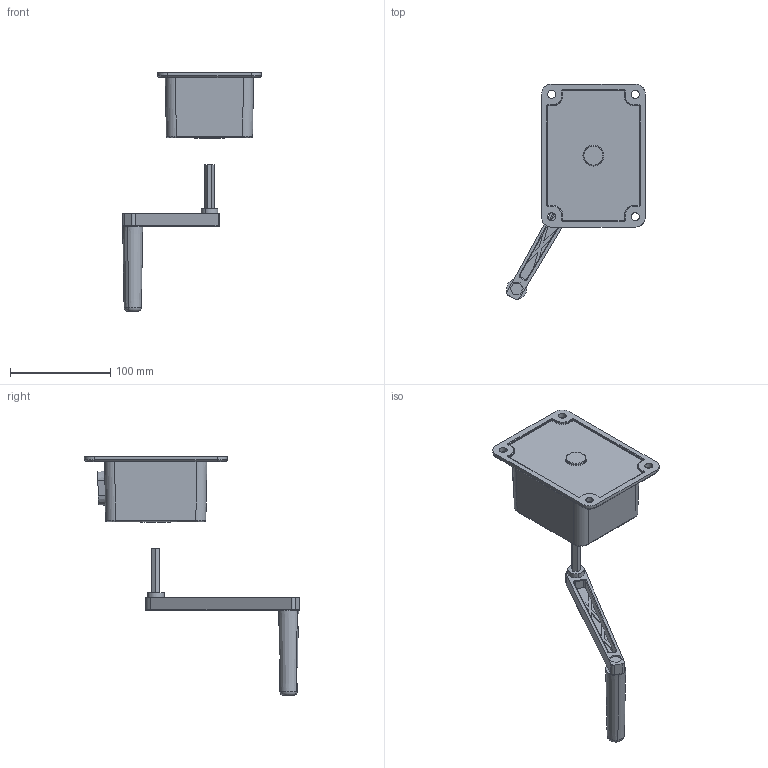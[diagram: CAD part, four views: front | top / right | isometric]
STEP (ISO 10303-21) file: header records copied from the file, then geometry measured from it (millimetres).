
FILE_DESCRIPTION(('CoCreate Modeling STEP Export'),'2;1');
FILE_NAME('WA50_209017.stp','2010-10-11T13:40:13',(''),(''),'CoCreate Modeling STEP processor for AP214 (Solid Model)','CoCreate Modeling 16.00A 16-Aug-2008 (C) Parametric Technology GmbH','');
FILE_SCHEMA(('AUTOMOTIVE_DESIGN { 1 0 10303 214 1 1 1 1 }'));
Length unit declared in the file: millimetre
Products named in the file (3): Kurbelarm.1; WA50; Handseilwinde_WA50_209017
Assembly tree (2 placements, depth 2):
  Handseilwinde_WA50_209017
    WA50
    Kurbelarm.1
Bounding box: 138.26 x 214.84 x 238.33 mm (x, y, z)
Volume: 616056.9 mm3; surface area: 75538.6 mm2
Topology: 2 solids, 2 shells, 303 faces, 1379 edges, 1127 vertices
Faces by surface type: plane 140, bspline 84, cylinder 49, torus 18, cone 8, extrusion 4
Entity records: 21328 total; most frequent: CARTESIAN_POINT 10329, ORIENTED_EDGE 2758, DIRECTION 1551, EDGE_CURVE 1379, VERTEX_POINT 1127, VECTOR 993, LINE 989, EDGE_LOOP 358
